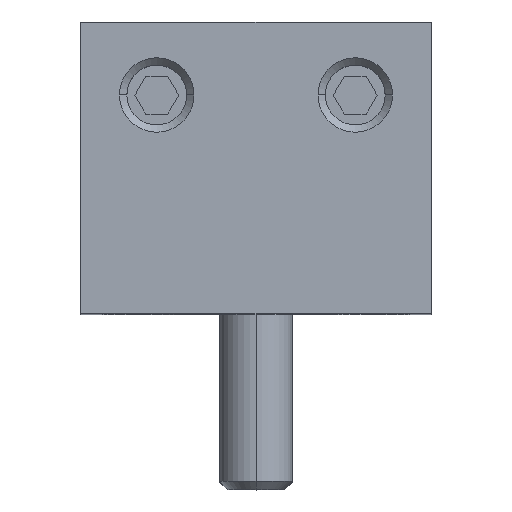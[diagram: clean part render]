
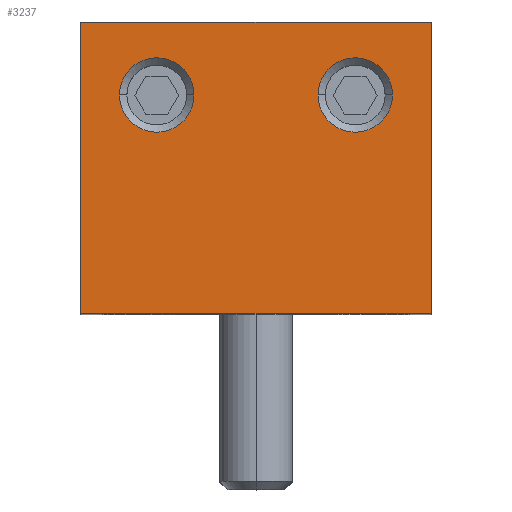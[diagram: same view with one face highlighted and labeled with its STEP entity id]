
A CAD part, top view. The second image highlights one B-rep face of the part: STEP entity #3237.
In plain terms, the highlighted planar face has unit normal (0, 0, 1).
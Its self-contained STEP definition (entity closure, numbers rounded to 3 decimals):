
#88 = FACE_OUTER_BOUND ( 'NONE', #1603, .T. ) ;
#147 = DIRECTION ( 'NONE',  ( 0., 0., 1. ) ) ;
#170 = VERTEX_POINT ( 'NONE', #3352 ) ;
#236 = ORIENTED_EDGE ( 'NONE', *, *, #4689, .F. ) ;
#259 = LINE ( 'NONE', #4500, #553 ) ;
#384 = EDGE_CURVE ( 'Defeature ausgef�hrt1_38+Defeature ausgef�hrt1_24+Defeature ausgef�hrt1_24+Defeature ausgef�hrt1_24', #5543, #2622, #1037, .T. ) ;
#521 = ORIENTED_EDGE ( 'NONE', *, *, #1182, .F. ) ;
#532 = DIRECTION ( 'NONE',  ( 0., -1., 0. ) ) ;
#553 = VECTOR ( 'NONE', #3427, 1000. ) ;
#590 = EDGE_LOOP ( 'NONE', ( #521, #1289 ) ) ;
#618 = DIRECTION ( 'NONE',  ( 1., 0., 0. ) ) ;
#855 = DIRECTION ( 'NONE',  ( -1., 0., 0. ) ) ;
#876 = DIRECTION ( 'NONE',  ( 0., 0., 1. ) ) ;
#937 = CARTESIAN_POINT ( 'NONE',  ( 6., 0., 10. ) ) ;
#1037 = CIRCLE ( 'NONE', #2151, 1.275 ) ;
#1109 = EDGE_CURVE ( 'Defeature ausgef�hrt1_38+Defeature ausgef�hrt1_24+Defeature ausgef�hrt1_24+Defeature ausgef�hrt1_24', #2622, #5543, #5866, .T. ) ;
#1182 = EDGE_CURVE ( 'Defeature ausgef�hrt1_44+Defeature ausgef�hrt1_24+Defeature ausgef�hrt1_24+Defeature ausgef�hrt1_24', #3018, #170, #1726, .T. ) ;
#1185 = DIRECTION ( 'NONE',  ( 1., 0., 0. ) ) ;
#1229 = FACE_BOUND ( 'NONE', #3010, .T. ) ;
#1245 = AXIS2_PLACEMENT_3D ( 'NONE', #3836, #876, #5315 ) ;
#1276 = CARTESIAN_POINT ( 'NONE',  ( 6., 10., 10. ) ) ;
#1289 = ORIENTED_EDGE ( 'NONE', *, *, #3204, .F. ) ;
#1424 = ORIENTED_EDGE ( 'NONE', *, *, #6247, .F. ) ;
#1586 = VERTEX_POINT ( 'NONE', #1829 ) ;
#1597 = DIRECTION ( 'NONE',  ( 0., 0., 1. ) ) ;
#1603 = EDGE_LOOP ( 'NONE', ( #4679, #1424, #236, #6117 ) ) ;
#1675 = VERTEX_POINT ( 'NONE', #1948 ) ;
#1726 = CIRCLE ( 'NONE', #4116, 1.275 ) ;
#1829 = CARTESIAN_POINT ( 'NONE',  ( 6., 10., 10. ) ) ;
#1834 = DIRECTION ( 'NONE',  ( 0., 0., 1. ) ) ;
#1909 = CARTESIAN_POINT ( 'NONE',  ( 2.125, 7.5, 10. ) ) ;
#1948 = CARTESIAN_POINT ( 'NONE',  ( -6., 10., 10. ) ) ;
#2115 = LINE ( 'NONE', #4970, #4709 ) ;
#2128 = LINE ( 'NONE', #2978, #2523 ) ;
#2151 = AXIS2_PLACEMENT_3D ( 'NONE', #2161, #1597, #1185 ) ;
#2161 = CARTESIAN_POINT ( 'NONE',  ( 3.4, 7.5, 10. ) ) ;
#2164 = FACE_BOUND ( 'NONE', #590, .T. ) ;
#2459 = AXIS2_PLACEMENT_3D ( 'NONE', #1276, #5351, #855 ) ;
#2523 = VECTOR ( 'NONE', #3491, 1000. ) ;
#2622 = VERTEX_POINT ( 'NONE', #5747 ) ;
#2824 = EDGE_CURVE ( 'Defeature ausgef�hrt1_24+Defeature ausgef�hrt1_22+Defeature ausgef�hrt1_23+Defeature ausgef�hrt1_25', #3539, #3412, #259, .T. ) ;
#2978 = CARTESIAN_POINT ( 'NONE',  ( -6., 10., 10. ) ) ;
#3010 = EDGE_LOOP ( 'NONE', ( #4429, #4395 ) ) ;
#3012 = AXIS2_PLACEMENT_3D ( 'NONE', #4346, #1834, #3029 ) ;
#3018 = VERTEX_POINT ( 'NONE', #5601 ) ;
#3029 = DIRECTION ( 'NONE',  ( 1., 0., 0. ) ) ;
#3065 = DIRECTION ( 'NONE',  ( 1., 0., 0. ) ) ;
#3092 = CARTESIAN_POINT ( 'NONE',  ( -3.4, 7.5, 10. ) ) ;
#3204 = EDGE_CURVE ( 'Defeature ausgef�hrt1_44+Defeature ausgef�hrt1_24+Defeature ausgef�hrt1_24+Defeature ausgef�hrt1_24', #170, #3018, #4833, .T. ) ;
#3237 = ADVANCED_FACE ( 'Defeature ausgef�hrt1_24', ( #2164, #1229, #88 ), #5768, .F. ) ;
#3352 = CARTESIAN_POINT ( 'NONE',  ( -4.675, 7.5, 10. ) ) ;
#3412 = VERTEX_POINT ( 'NONE', #937 ) ;
#3427 = DIRECTION ( 'NONE',  ( 1., 0., 0. ) ) ;
#3491 = DIRECTION ( 'NONE',  ( 0., -1., 0. ) ) ;
#3539 = VERTEX_POINT ( 'NONE', #4039 ) ;
#3836 = CARTESIAN_POINT ( 'NONE',  ( -3.4, 7.5, 10. ) ) ;
#4039 = CARTESIAN_POINT ( 'NONE',  ( -6., 0., 10. ) ) ;
#4116 = AXIS2_PLACEMENT_3D ( 'NONE', #3092, #147, #3065 ) ;
#4247 = VECTOR ( 'NONE', #618, 1000. ) ;
#4346 = CARTESIAN_POINT ( 'NONE',  ( 3.4, 7.5, 10. ) ) ;
#4395 = ORIENTED_EDGE ( 'NONE', *, *, #384, .F. ) ;
#4429 = ORIENTED_EDGE ( 'NONE', *, *, #1109, .F. ) ;
#4500 = CARTESIAN_POINT ( 'NONE',  ( 6., 0., 10. ) ) ;
#4679 = ORIENTED_EDGE ( 'NONE', *, *, #2824, .T. ) ;
#4689 = EDGE_CURVE ( 'Defeature ausgef�hrt1_21+Defeature ausgef�hrt1_24+Defeature ausgef�hrt1_23+Defeature ausgef�hrt1_25', #1675, #1586, #5969, .T. ) ;
#4709 = VECTOR ( 'NONE', #532, 1000. ) ;
#4833 = CIRCLE ( 'NONE', #1245, 1.275 ) ;
#4970 = CARTESIAN_POINT ( 'NONE',  ( 6., 10., 10. ) ) ;
#5315 = DIRECTION ( 'NONE',  ( 1., 0., 0. ) ) ;
#5351 = DIRECTION ( 'NONE',  ( 0., 0., -1. ) ) ;
#5543 = VERTEX_POINT ( 'NONE', #1909 ) ;
#5547 = CARTESIAN_POINT ( 'NONE',  ( 6., 10., 10. ) ) ;
#5601 = CARTESIAN_POINT ( 'NONE',  ( -2.125, 7.5, 10. ) ) ;
#5660 = EDGE_CURVE ( 'Defeature ausgef�hrt1_24+Defeature ausgef�hrt1_23+Defeature ausgef�hrt1_21+Defeature ausgef�hrt1_22', #1675, #3539, #2128, .T. ) ;
#5747 = CARTESIAN_POINT ( 'NONE',  ( 4.675, 7.5, 10. ) ) ;
#5768 = PLANE ( 'NONE',  #2459 ) ;
#5866 = CIRCLE ( 'NONE', #3012, 1.275 ) ;
#5969 = LINE ( 'NONE', #5547, #4247 ) ;
#6117 = ORIENTED_EDGE ( 'NONE', *, *, #5660, .T. ) ;
#6247 = EDGE_CURVE ( 'Defeature ausgef�hrt1_25+Defeature ausgef�hrt1_24+Defeature ausgef�hrt1_21+Defeature ausgef�hrt1_22', #1586, #3412, #2115, .T. ) ;
